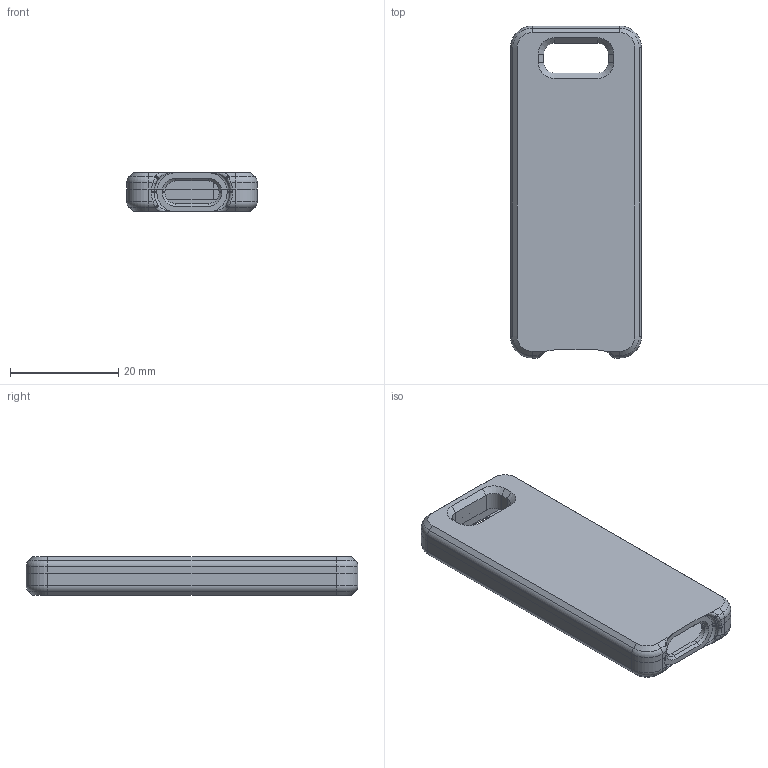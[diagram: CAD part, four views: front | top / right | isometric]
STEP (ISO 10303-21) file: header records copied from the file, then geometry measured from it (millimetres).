
FILE_DESCRIPTION(/* description */ (''),/* implementation_level */ '2;1');
FILE_NAME(/* name */ 'Thermometer_Case.step',/* time_stamp */ '2025-05-05T22:19:03-03:00',/* author */ (''),/* organization */ (''),/* preprocessor_version */ 'ST-DEVELOPER v20.1',/* originating_system */ 'Autodesk Translation Framework v14.4.0.0',/* authorisation */ '');
FILE_SCHEMA (('AUTOMOTIVE_DESIGN { 1 0 10303 214 3 1 1 }'));
Length unit declared in the file: millimetre
Products named in the file (1): main
Bounding box: 24.2 x 61.43 x 7.1 mm (x, y, z)
Volume: 5680 mm3; surface area: 7953.5 mm2
Topology: 2 solids, 2 shells, 229 faces, 589 edges, 364 vertices
Faces by surface type: plane 129, cylinder 42, cone 26, torus 20, bspline 12
Entity records: 7258 total; most frequent: CARTESIAN_POINT 1676, ORIENTED_EDGE 1178, DIRECTION 1139, EDGE_CURVE 589, LINE 399, VECTOR 399, AXIS2_PLACEMENT_3D 370, VERTEX_POINT 364
